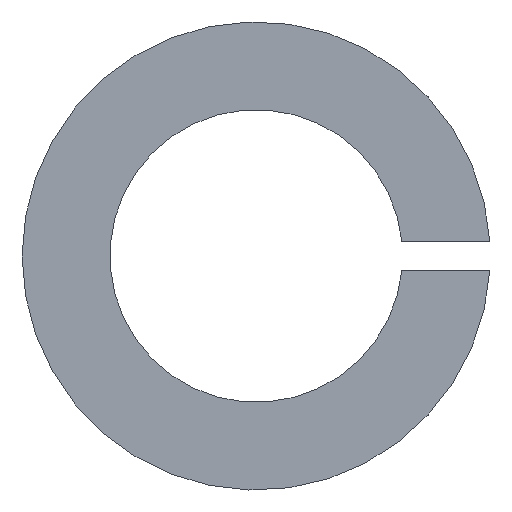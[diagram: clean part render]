
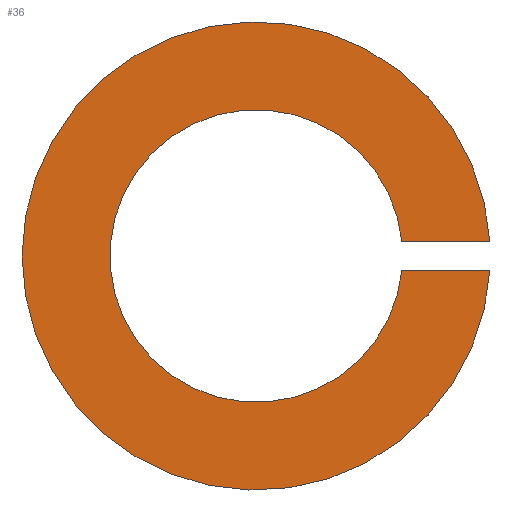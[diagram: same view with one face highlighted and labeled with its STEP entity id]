
A CAD part, front view. The second image highlights one B-rep face of the part: STEP entity #36.
In plain terms, the highlighted planar face has unit normal (0, -1, 0).
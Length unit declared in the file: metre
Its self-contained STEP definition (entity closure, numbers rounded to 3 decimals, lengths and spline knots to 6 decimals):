
#36 = ADVANCED_FACE( '', ( #68 ), #69, .F. );
#68 = FACE_OUTER_BOUND( '', #93, .T. );
#69 = PLANE( '', #94 );
#93 = EDGE_LOOP( '', ( #127, #128, #129, #130 ) );
#94 = AXIS2_PLACEMENT_3D( '', #131, #132, #133 );
#127 = ORIENTED_EDGE( '', *, *, #164, .F. );
#128 = ORIENTED_EDGE( '', *, *, #151, .F. );
#129 = ORIENTED_EDGE( '', *, *, #156, .T. );
#130 = ORIENTED_EDGE( '', *, *, #162, .F. );
#131 = CARTESIAN_POINT( '', ( 0., -0.004, 0. ) );
#132 = DIRECTION( '', ( 0., 1., 0. ) );
#133 = DIRECTION( '', ( 0., 0., 1. ) );
#151 = EDGE_CURVE( '', #169, #170, #171, .T. );
#156 = EDGE_CURVE( '', #169, #178, #179, .T. );
#162 = EDGE_CURVE( '', #186, #178, #188, .T. );
#164 = EDGE_CURVE( '', #170, #186, #190, .T. );
#169 = VERTEX_POINT( '', #195 );
#170 = VERTEX_POINT( '', #196 );
#171 = LINE( '', #197, #198 );
#178 = VERTEX_POINT( '', #208 );
#179 = CIRCLE( '', #209, 0.01 );
#186 = VERTEX_POINT( '', #218 );
#188 = LINE( '', #221, #222 );
#190 = CIRCLE( '', #224, 0.016 );
#195 = CARTESIAN_POINT( '', ( 0.00995, -0.004, -0.001 ) );
#196 = CARTESIAN_POINT( '', ( 0.015969, -0.004, -0.001 ) );
#197 = CARTESIAN_POINT( '', ( 0., -0.004, -0.001 ) );
#198 = VECTOR( '', #228, 1. );
#208 = CARTESIAN_POINT( '', ( 0.00995, -0.004, 0.001 ) );
#209 = AXIS2_PLACEMENT_3D( '', #232, #233, #234 );
#218 = CARTESIAN_POINT( '', ( 0.015969, -0.004, 0.001 ) );
#221 = CARTESIAN_POINT( '', ( 0.016, -0.004, 0.001 ) );
#222 = VECTOR( '', #241, 1. );
#224 = AXIS2_PLACEMENT_3D( '', #242, #243, #244 );
#228 = DIRECTION( '', ( 1., 0., 0. ) );
#232 = CARTESIAN_POINT( '', ( 0., -0.004, 0. ) );
#233 = DIRECTION( '', ( 0., 1., 0. ) );
#234 = DIRECTION( '', ( 1., 0., 0. ) );
#241 = DIRECTION( '', ( -1., 0., 0. ) );
#242 = CARTESIAN_POINT( '', ( 0., -0.004, 0. ) );
#243 = DIRECTION( '', ( 0., 1., 0. ) );
#244 = DIRECTION( '', ( 1., 0., 0. ) );
